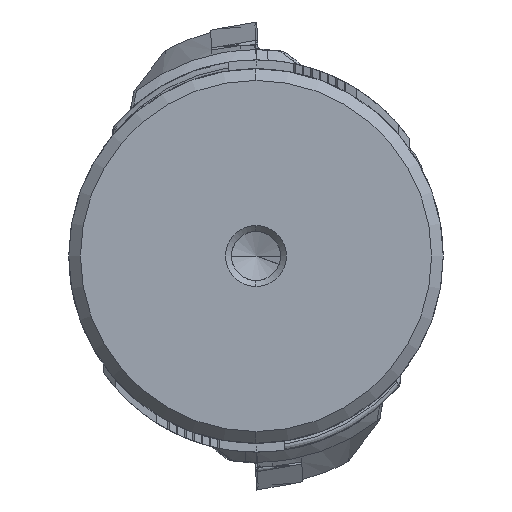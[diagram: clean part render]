
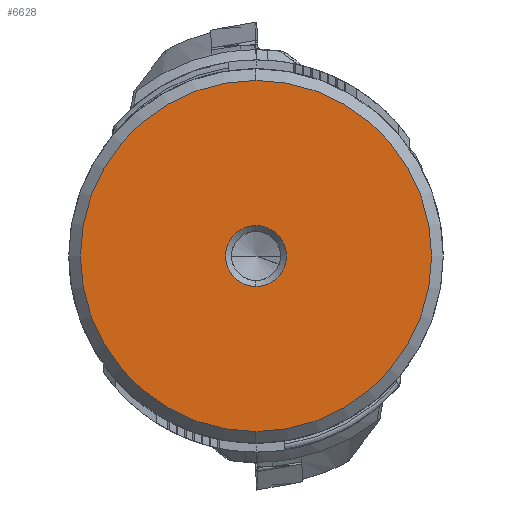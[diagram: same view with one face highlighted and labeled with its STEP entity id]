
A CAD part, left-side view. The second image highlights one B-rep face of the part: STEP entity #6628.
In plain terms, the highlighted planar face has unit normal (-1, 0, 0).
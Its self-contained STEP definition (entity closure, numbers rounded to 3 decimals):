
#433 = AXIS2_PLACEMENT_3D ( 'NONE', #15296, #4601, #17095 ) ;
#942 = ORIENTED_EDGE ( 'NONE', *, *, #13463, .T. ) ;
#967 = PLANE ( 'NONE',  #21193 ) ;
#1009 = VERTEX_POINT ( 'NONE', #12758 ) ;
#1060 = ORIENTED_EDGE ( 'NONE', *, *, #9249, .F. ) ;
#1154 = AXIS2_PLACEMENT_3D ( 'NONE', #19641, #8964, #21409 ) ;
#1409 = FACE_OUTER_BOUND ( 'NONE', #3304, .T. ) ;
#2779 = DIRECTION ( 'NONE',  ( 0., 0., -1. ) ) ;
#3280 = CIRCLE ( 'NONE', #13863, 15. ) ;
#3304 = EDGE_LOOP ( 'NONE', ( #942, #17649 ) ) ;
#4214 = VERTEX_POINT ( 'NONE', #11691 ) ;
#4601 = DIRECTION ( 'NONE',  ( -1., 0., 0. ) ) ;
#6628 = ADVANCED_FACE ( 'NONE', ( #18675, #1409 ), #967, .F. ) ;
#6697 = CIRCLE ( 'NONE', #1154, 15. ) ;
#6801 = CIRCLE ( 'NONE', #433, 2.6 ) ;
#8061 = CARTESIAN_POINT ( 'NONE',  ( 0., 2.6, 0. ) ) ;
#8102 = CARTESIAN_POINT ( 'NONE',  ( 0., 0., -15. ) ) ;
#8964 = DIRECTION ( 'NONE',  ( -1., 0., 0. ) ) ;
#9249 = EDGE_CURVE ( 'NONE', #19020, #1009, #12399, .T. ) ;
#10402 = DIRECTION ( 'NONE',  ( -1., 0., 0. ) ) ;
#10558 = CARTESIAN_POINT ( 'NONE',  ( 0., 0., 0. ) ) ;
#11691 = CARTESIAN_POINT ( 'NONE',  ( 0., 0., 15. ) ) ;
#12337 = DIRECTION ( 'NONE',  ( 0., 0., 1. ) ) ;
#12399 = CIRCLE ( 'NONE', #22303, 2.6 ) ;
#12758 = CARTESIAN_POINT ( 'NONE',  ( 0., 0., -2.6 ) ) ;
#13423 = DIRECTION ( 'NONE',  ( 1., 0., 0. ) ) ;
#13463 = EDGE_CURVE ( 'NONE', #19079, #4214, #6697, .T. ) ;
#13863 = AXIS2_PLACEMENT_3D ( 'NONE', #21072, #10402, #22826 ) ;
#15296 = CARTESIAN_POINT ( 'NONE',  ( 0., 0., 0. ) ) ;
#15754 = EDGE_CURVE ( 'NONE', #4214, #19079, #3280, .T. ) ;
#17095 = DIRECTION ( 'NONE',  ( 0., 0., 1. ) ) ;
#17649 = ORIENTED_EDGE ( 'NONE', *, *, #15754, .T. ) ;
#18675 = FACE_BOUND ( 'NONE', #20836, .T. ) ;
#19020 = VERTEX_POINT ( 'NONE', #20166 ) ;
#19079 = VERTEX_POINT ( 'NONE', #8102 ) ;
#19641 = CARTESIAN_POINT ( 'NONE',  ( 0., 0., 0. ) ) ;
#20166 = CARTESIAN_POINT ( 'NONE',  ( 0., 0., 2.6 ) ) ;
#20293 = EDGE_CURVE ( 'NONE', #1009, #19020, #6801, .T. ) ;
#20836 = EDGE_LOOP ( 'NONE', ( #1060, #21632 ) ) ;
#21072 = CARTESIAN_POINT ( 'NONE',  ( 0., 0., 0. ) ) ;
#21193 = AXIS2_PLACEMENT_3D ( 'NONE', #8061, #13423, #2779 ) ;
#21409 = DIRECTION ( 'NONE',  ( 0., 0., 1. ) ) ;
#21632 = ORIENTED_EDGE ( 'NONE', *, *, #20293, .F. ) ;
#22303 = AXIS2_PLACEMENT_3D ( 'NONE', #10558, #22983, #12337 ) ;
#22826 = DIRECTION ( 'NONE',  ( 0., 0., 1. ) ) ;
#22983 = DIRECTION ( 'NONE',  ( -1., 0., 0. ) ) ;
